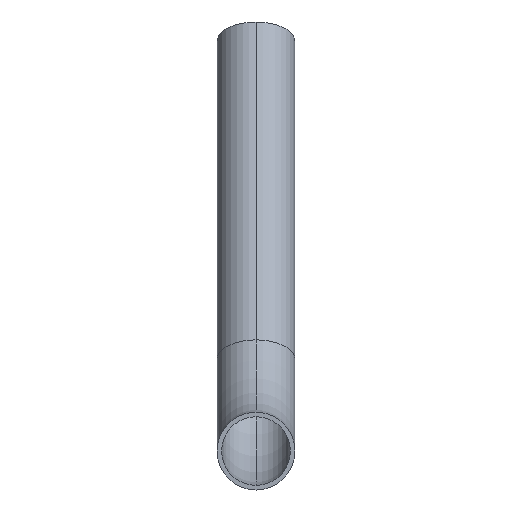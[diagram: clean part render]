
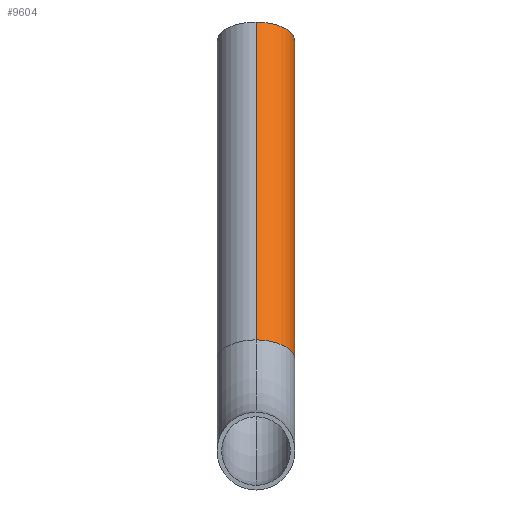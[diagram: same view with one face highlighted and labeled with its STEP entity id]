
A CAD part, front view. The second image highlights one B-rep face of the part: STEP entity #9604.
In plain terms, the highlighted cylindrical face has radius 21.2 mm (diameter 42.4 mm), a partial arc.
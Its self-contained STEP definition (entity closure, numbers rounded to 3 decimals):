
#93 = VECTOR ( 'NONE', #10966, 1000. ) ;
#149 = DIRECTION ( 'NONE',  ( 0., 0.5, 0.866 ) ) ;
#219 = VERTEX_POINT ( 'NONE', #9531 ) ;
#487 = DIRECTION ( 'NONE',  ( 0., 0.5, 0.866 ) ) ;
#891 = EDGE_CURVE ( 'NONE', #6308, #5167, #10839, .T. ) ;
#991 = CARTESIAN_POINT ( 'NONE',  ( 0., 304.962, 39.4 ) ) ;
#1149 = FACE_OUTER_BOUND ( 'NONE', #5237, .T. ) ;
#1698 = ORIENTED_EDGE ( 'NONE', *, *, #7886, .T. ) ;
#1876 = CARTESIAN_POINT ( 'NONE',  ( 0., 386.603, 223.205 ) ) ;
#1926 = DIRECTION ( 'NONE',  ( 0., 0.5, 0.866 ) ) ;
#2009 = CARTESIAN_POINT ( 'NONE',  ( 0., 286.603, 50. ) ) ;
#2824 = DIRECTION ( 'NONE',  ( 0., 0.5, 0.866 ) ) ;
#3111 = LINE ( 'NONE', #3824, #93 ) ;
#3213 = CARTESIAN_POINT ( 'NONE',  ( 0., 268.243, 60.6 ) ) ;
#3759 = DIRECTION ( 'NONE',  ( 0., -0.866, 0.5 ) ) ;
#3824 = CARTESIAN_POINT ( 'NONE',  ( 0., 268.243, 60.6 ) ) ;
#3841 = DIRECTION ( 'NONE',  ( 0., -0.866, 0.5 ) ) ;
#4007 = AXIS2_PLACEMENT_3D ( 'NONE', #2009, #2824, #3841 ) ;
#4407 = ORIENTED_EDGE ( 'NONE', *, *, #7636, .F. ) ;
#4857 = CARTESIAN_POINT ( 'NONE',  ( 0., 368.243, 233.805 ) ) ;
#4907 = CARTESIAN_POINT ( 'NONE',  ( 0., 304.962, 39.4 ) ) ;
#5167 = VERTEX_POINT ( 'NONE', #991 ) ;
#5237 = EDGE_LOOP ( 'NONE', ( #9251, #1698, #4407, #5708 ) ) ;
#5708 = ORIENTED_EDGE ( 'NONE', *, *, #5860, .F. ) ;
#5740 = AXIS2_PLACEMENT_3D ( 'NONE', #1876, #149, #9850 ) ;
#5860 = EDGE_CURVE ( 'NONE', #6308, #10614, #3111, .T. ) ;
#6308 = VERTEX_POINT ( 'NONE', #3213 ) ;
#7451 = CIRCLE ( 'NONE', #5740, 21.2 ) ;
#7636 = EDGE_CURVE ( 'NONE', #10614, #219, #7451, .T. ) ;
#7886 = EDGE_CURVE ( 'NONE', #5167, #219, #11193, .T. ) ;
#9121 = CARTESIAN_POINT ( 'NONE',  ( 0., 286.603, 50. ) ) ;
#9251 = ORIENTED_EDGE ( 'NONE', *, *, #891, .T. ) ;
#9531 = CARTESIAN_POINT ( 'NONE',  ( 0., 404.962, 212.605 ) ) ;
#9604 = ADVANCED_FACE ( 'NONE', ( #1149 ), #11186, .T. ) ;
#9850 = DIRECTION ( 'NONE',  ( 0., -0.866, 0.5 ) ) ;
#10077 = VECTOR ( 'NONE', #487, 1000. ) ;
#10167 = AXIS2_PLACEMENT_3D ( 'NONE', #9121, #1926, #3759 ) ;
#10614 = VERTEX_POINT ( 'NONE', #4857 ) ;
#10839 = CIRCLE ( 'NONE', #4007, 21.2 ) ;
#10966 = DIRECTION ( 'NONE',  ( 0., 0.5, 0.866 ) ) ;
#11186 = CYLINDRICAL_SURFACE ( 'NONE', #10167, 21.2 ) ;
#11193 = LINE ( 'NONE', #4907, #10077 ) ;
